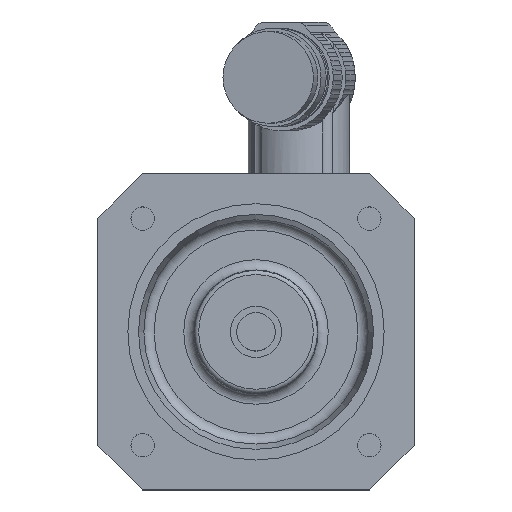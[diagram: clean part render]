
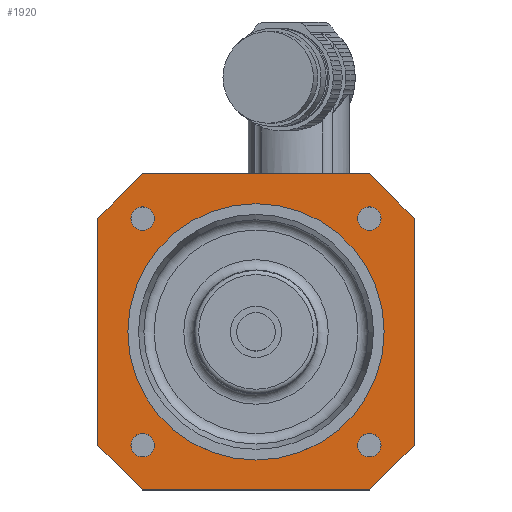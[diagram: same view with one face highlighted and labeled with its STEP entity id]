
A CAD part, top view. The second image highlights one B-rep face of the part: STEP entity #1920.
In plain terms, the highlighted planar face has unit normal (0, 0, 1).
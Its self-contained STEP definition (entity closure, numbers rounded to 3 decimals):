
#739=FACE_BOUND('',#3036,.T.);
#740=FACE_BOUND('',#3037,.T.);
#741=FACE_BOUND('',#3038,.T.);
#742=FACE_BOUND('',#3039,.T.);
#743=FACE_BOUND('',#3041,.T.);
#1461=CIRCLE('',#9820,2.75);
#1462=CIRCLE('',#9821,2.75);
#1463=CIRCLE('',#9822,2.75);
#1464=CIRCLE('',#9823,2.75);
#1465=CIRCLE('',#9824,30.);
#1920=ADVANCED_FACE('',(#739,#740,#741,#742,#2548,#743),#2101,.T.);
#2101=PLANE('',#9825);
#2548=FACE_OUTER_BOUND('',#3040,.T.);
#3036=EDGE_LOOP('',(#5450));
#3037=EDGE_LOOP('',(#5451));
#3038=EDGE_LOOP('',(#5452));
#3039=EDGE_LOOP('',(#5453));
#3040=EDGE_LOOP('',(#5454,#5455,#5456,#5457,#5458,#5459,#5460,#5461));
#3041=EDGE_LOOP('',(#5462));
#5450=ORIENTED_EDGE('',*,*,#7652,.F.);
#5451=ORIENTED_EDGE('',*,*,#7653,.F.);
#5452=ORIENTED_EDGE('',*,*,#7654,.F.);
#5453=ORIENTED_EDGE('',*,*,#7655,.F.);
#5454=ORIENTED_EDGE('',*,*,#7656,.F.);
#5455=ORIENTED_EDGE('',*,*,#7657,.F.);
#5456=ORIENTED_EDGE('',*,*,#7658,.F.);
#5457=ORIENTED_EDGE('',*,*,#7659,.F.);
#5458=ORIENTED_EDGE('',*,*,#7660,.F.);
#5459=ORIENTED_EDGE('',*,*,#7661,.F.);
#5460=ORIENTED_EDGE('',*,*,#7662,.F.);
#5461=ORIENTED_EDGE('',*,*,#7663,.F.);
#5462=ORIENTED_EDGE('',*,*,#7664,.F.);
#6411=VERTEX_POINT('',#15895);
#6412=VERTEX_POINT('',#15897);
#6413=VERTEX_POINT('',#15899);
#6414=VERTEX_POINT('',#15901);
#6415=VERTEX_POINT('',#15903);
#6416=VERTEX_POINT('',#15904);
#6417=VERTEX_POINT('',#15906);
#6418=VERTEX_POINT('',#15908);
#6419=VERTEX_POINT('',#15910);
#6420=VERTEX_POINT('',#15912);
#6421=VERTEX_POINT('',#15914);
#6422=VERTEX_POINT('',#15916);
#6423=VERTEX_POINT('',#15919);
#7652=EDGE_CURVE('',#6411,#6411,#1461,.T.);
#7653=EDGE_CURVE('',#6412,#6412,#1462,.T.);
#7654=EDGE_CURVE('',#6413,#6413,#1463,.T.);
#7655=EDGE_CURVE('',#6414,#6414,#1464,.T.);
#7656=EDGE_CURVE('',#6415,#6416,#8293,.T.);
#7657=EDGE_CURVE('',#6417,#6415,#8294,.T.);
#7658=EDGE_CURVE('',#6418,#6417,#8295,.T.);
#7659=EDGE_CURVE('',#6419,#6418,#8296,.T.);
#7660=EDGE_CURVE('',#6420,#6419,#8297,.T.);
#7661=EDGE_CURVE('',#6421,#6420,#8298,.T.);
#7662=EDGE_CURVE('',#6422,#6421,#8299,.T.);
#7663=EDGE_CURVE('',#6416,#6422,#8300,.T.);
#7664=EDGE_CURVE('',#6423,#6423,#1465,.T.);
#8293=LINE('',#15902,#8903);
#8294=LINE('',#15905,#8904);
#8295=LINE('',#15907,#8905);
#8296=LINE('',#15909,#8906);
#8297=LINE('',#15911,#8907);
#8298=LINE('',#15913,#8908);
#8299=LINE('',#15915,#8909);
#8300=LINE('',#15917,#8910);
#8903=VECTOR('',#12160,1.);
#8904=VECTOR('',#12161,1.);
#8905=VECTOR('',#12162,1.);
#8906=VECTOR('',#12163,1.);
#8907=VECTOR('',#12164,1.);
#8908=VECTOR('',#12165,1.);
#8909=VECTOR('',#12166,1.);
#8910=VECTOR('',#12167,1.);
#9820=AXIS2_PLACEMENT_3D('',#15894,#12152,#12153);
#9821=AXIS2_PLACEMENT_3D('',#15896,#12154,#12155);
#9822=AXIS2_PLACEMENT_3D('',#15898,#12156,#12157);
#9823=AXIS2_PLACEMENT_3D('',#15900,#12158,#12159);
#9824=AXIS2_PLACEMENT_3D('',#15918,#12168,#12169);
#9825=AXIS2_PLACEMENT_3D('',#15920,#12170,#12171);
#12152=DIRECTION('',(0.,0.,1.));
#12153=DIRECTION('',(1.,0.,0.));
#12154=DIRECTION('',(0.,0.,1.));
#12155=DIRECTION('',(1.,0.,0.));
#12156=DIRECTION('',(0.,0.,1.));
#12157=DIRECTION('',(1.,0.,0.));
#12158=DIRECTION('',(0.,0.,1.));
#12159=DIRECTION('',(1.,0.,0.));
#12160=DIRECTION('',(-0.707,-0.707,0.));
#12161=DIRECTION('',(0.,-1.,0.));
#12162=DIRECTION('',(0.707,-0.707,0.));
#12163=DIRECTION('',(1.,0.,0.));
#12164=DIRECTION('',(0.707,0.707,0.));
#12165=DIRECTION('',(0.,1.,0.));
#12166=DIRECTION('',(-0.707,0.707,0.));
#12167=DIRECTION('',(-1.,0.,0.));
#12168=DIRECTION('',(0.,0.,1.));
#12169=DIRECTION('',(1.,0.,0.));
#12170=DIRECTION('',(0.,0.,1.));
#12171=DIRECTION('',(1.,0.,0.));
#15894=CARTESIAN_POINT('',(26.517,-26.517,-2.5));
#15895=CARTESIAN_POINT('',(29.267,-26.517,-2.5));
#15896=CARTESIAN_POINT('',(-26.517,-26.517,-2.5));
#15897=CARTESIAN_POINT('',(-23.767,-26.517,-2.5));
#15898=CARTESIAN_POINT('',(-26.517,26.517,-2.5));
#15899=CARTESIAN_POINT('',(-23.767,26.517,-2.5));
#15900=CARTESIAN_POINT('',(26.517,26.517,-2.5));
#15901=CARTESIAN_POINT('',(29.267,26.517,-2.5));
#15902=CARTESIAN_POINT('',(38.891,-24.749,-2.5));
#15903=CARTESIAN_POINT('',(37.,-26.64,-2.5));
#15904=CARTESIAN_POINT('',(26.64,-37.,-2.5));
#15905=CARTESIAN_POINT('',(37.,0.,-2.5));
#15906=CARTESIAN_POINT('',(37.,26.64,-2.5));
#15907=CARTESIAN_POINT('',(24.749,38.891,-2.5));
#15908=CARTESIAN_POINT('',(26.64,37.,-2.5));
#15909=CARTESIAN_POINT('',(0.,37.,-2.5));
#15910=CARTESIAN_POINT('',(-26.64,37.,-2.5));
#15911=CARTESIAN_POINT('',(-38.891,24.749,-2.5));
#15912=CARTESIAN_POINT('',(-37.,26.64,-2.5));
#15913=CARTESIAN_POINT('',(-37.,0.,-2.5));
#15914=CARTESIAN_POINT('',(-37.,-26.64,-2.5));
#15915=CARTESIAN_POINT('',(-24.749,-38.891,-2.5));
#15916=CARTESIAN_POINT('',(-26.64,-37.,-2.5));
#15917=CARTESIAN_POINT('',(0.,-37.,-2.5));
#15918=CARTESIAN_POINT('',(0.,0.,-2.5));
#15919=CARTESIAN_POINT('',(30.,0.,-2.5));
#15920=CARTESIAN_POINT('',(0.,0.,-2.5));
